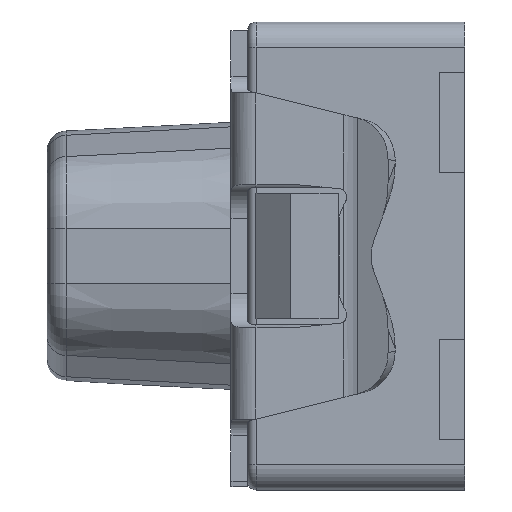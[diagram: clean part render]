
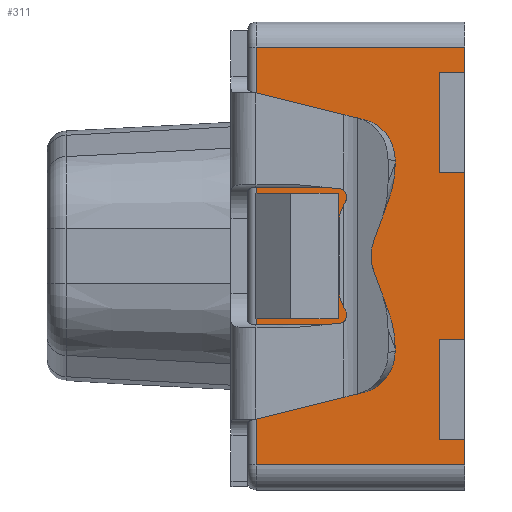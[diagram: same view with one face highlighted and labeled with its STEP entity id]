
A CAD part, left-side view. The second image highlights one B-rep face of the part: STEP entity #311.
In plain terms, the highlighted planar face has unit normal (-1, 0, 0).
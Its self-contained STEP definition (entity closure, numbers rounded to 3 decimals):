
#40 = CARTESIAN_POINT ( 'NONE',  ( -1.9, -1.4, -1.25 ) ) ;
#91 = VERTEX_POINT ( 'NONE', #4016 ) ;
#112 = ORIENTED_EDGE ( 'NONE', *, *, #779, .T. ) ;
#114 = CARTESIAN_POINT ( 'NONE',  ( -1.9, -1.4, -1.25 ) ) ;
#197 = CARTESIAN_POINT ( 'NONE',  ( -1.9, -7.52, -1.25 ) ) ;
#204 = VERTEX_POINT ( 'NONE', #40 ) ;
#225 = CARTESIAN_POINT ( 'NONE',  ( -1.9, -7.52, -1.25 ) ) ;
#311 = ADVANCED_FACE ( 'NONE', ( #5404 ), #5503, .F. ) ;
#355 = ORIENTED_EDGE ( 'NONE', *, *, #1876, .T. ) ;
#519 = LINE ( 'NONE', #5633, #3510 ) ;
#651 = VERTEX_POINT ( 'NONE', #4142 ) ;
#680 = LINE ( 'NONE', #1003, #2069 ) ;
#713 = CARTESIAN_POINT ( 'NONE',  ( -1.9, -0.15, 1.25 ) ) ;
#779 = EDGE_CURVE ( 'NONE', #5549, #2026, #3256, .T. ) ;
#891 = ORIENTED_EDGE ( 'NONE', *, *, #3914, .T. ) ;
#925 = CARTESIAN_POINT ( 'NONE',  ( -1.9, -1.25, -1.1 ) ) ;
#1003 = CARTESIAN_POINT ( 'NONE',  ( -1.9, -1.25, -1.25 ) ) ;
#1145 = DIRECTION ( 'NONE',  ( 0., 1., 0. ) ) ;
#1444 = VECTOR ( 'NONE', #7448, 1000. ) ;
#1462 = ORIENTED_EDGE ( 'NONE', *, *, #3924, .T. ) ;
#1591 = CARTESIAN_POINT ( 'NONE',  ( -1.9, -0.15, -1.25 ) ) ;
#1634 = LINE ( 'NONE', #2105, #7637 ) ;
#1646 = VECTOR ( 'NONE', #2523, 1000. ) ;
#1727 = DIRECTION ( 'NONE',  ( 0., 1., 0. ) ) ;
#1851 = DIRECTION ( 'NONE',  ( 0., 1., 0. ) ) ;
#1876 = EDGE_CURVE ( 'NONE', #91, #651, #6544, .T. ) ;
#1909 = DIRECTION ( 'NONE',  ( 1., 0., 0. ) ) ;
#1940 = VERTEX_POINT ( 'NONE', #3263 ) ;
#2002 = CARTESIAN_POINT ( 'NONE',  ( -1.9, -1.4, -1.25 ) ) ;
#2026 = VERTEX_POINT ( 'NONE', #925 ) ;
#2069 = VECTOR ( 'NONE', #6345, 1000. ) ;
#2104 = DIRECTION ( 'NONE',  ( 0., -1., 0. ) ) ;
#2105 = CARTESIAN_POINT ( 'NONE',  ( -1.9, -1.25, -1.25 ) ) ;
#2234 = VECTOR ( 'NONE', #1727, 1000. ) ;
#2345 = CARTESIAN_POINT ( 'NONE',  ( -1.9, -1.4, 1.1 ) ) ;
#2382 = VECTOR ( 'NONE', #1851, 1000. ) ;
#2404 = VECTOR ( 'NONE', #2530, 1000. ) ;
#2523 = DIRECTION ( 'NONE',  ( 0., 1., 0. ) ) ;
#2530 = DIRECTION ( 'NONE',  ( 0., 0., 1. ) ) ;
#2801 = CARTESIAN_POINT ( 'NONE',  ( -1.9, -1.25, 1.1 ) ) ;
#2826 = VERTEX_POINT ( 'NONE', #2345 ) ;
#2883 = VERTEX_POINT ( 'NONE', #1591 ) ;
#2890 = VECTOR ( 'NONE', #1145, 1000. ) ;
#2924 = ORIENTED_EDGE ( 'NONE', *, *, #3610, .T. ) ;
#3085 = EDGE_CURVE ( 'NONE', #1940, #6520, #7729, .T. ) ;
#3176 = CARTESIAN_POINT ( 'NONE',  ( -1.9, -0.15, -1.25 ) ) ;
#3256 = LINE ( 'NONE', #7216, #1646 ) ;
#3263 = CARTESIAN_POINT ( 'NONE',  ( -1.9, -1.4, 1.25 ) ) ;
#3434 = LINE ( 'NONE', #4734, #3891 ) ;
#3510 = VECTOR ( 'NONE', #6319, 1000. ) ;
#3557 = LINE ( 'NONE', #2002, #6944 ) ;
#3610 = EDGE_CURVE ( 'NONE', #6520, #2883, #6134, .T. ) ;
#3679 = CARTESIAN_POINT ( 'NONE',  ( -1.9, -7.52, 1.25 ) ) ;
#3891 = VECTOR ( 'NONE', #7161, 1000. ) ;
#3914 = EDGE_CURVE ( 'NONE', #204, #5549, #3557, .T. ) ;
#3924 = EDGE_CURVE ( 'NONE', #5608, #91, #7575, .T. ) ;
#4008 = EDGE_CURVE ( 'NONE', #204, #2883, #5703, .T. ) ;
#4014 = VECTOR ( 'NONE', #2104, 1000. ) ;
#4016 = CARTESIAN_POINT ( 'NONE',  ( -1.9, -1.4, -0.5 ) ) ;
#4142 = CARTESIAN_POINT ( 'NONE',  ( -1.9, -1.4, 0.5 ) ) ;
#4210 = VERTEX_POINT ( 'NONE', #2801 ) ;
#4223 = CARTESIAN_POINT ( 'NONE',  ( -1.9, -1.25, 0.5 ) ) ;
#4372 = DIRECTION ( 'NONE',  ( 0., 0., -1. ) ) ;
#4734 = CARTESIAN_POINT ( 'NONE',  ( -1.9, -7.52, 1.1 ) ) ;
#4745 = EDGE_CURVE ( 'NONE', #5173, #4210, #1634, .T. ) ;
#4821 = EDGE_LOOP ( 'NONE', ( #891, #112, #7629, #1462, #355, #5283, #7654, #6165, #7120, #5618, #2924, #5507 ) ) ;
#5173 = VERTEX_POINT ( 'NONE', #4223 ) ;
#5214 = CARTESIAN_POINT ( 'NONE',  ( -1.9, -7.52, 0.5 ) ) ;
#5283 = ORIENTED_EDGE ( 'NONE', *, *, #7646, .T. ) ;
#5333 = EDGE_CURVE ( 'NONE', #2826, #1940, #519, .T. ) ;
#5404 = FACE_OUTER_BOUND ( 'NONE', #4821, .T. ) ;
#5503 = PLANE ( 'NONE',  #5830 ) ;
#5507 = ORIENTED_EDGE ( 'NONE', *, *, #4008, .F. ) ;
#5549 = VERTEX_POINT ( 'NONE', #7121 ) ;
#5592 = CARTESIAN_POINT ( 'NONE',  ( -1.9, -7.52, -0.5 ) ) ;
#5608 = VERTEX_POINT ( 'NONE', #6536 ) ;
#5618 = ORIENTED_EDGE ( 'NONE', *, *, #3085, .T. ) ;
#5633 = CARTESIAN_POINT ( 'NONE',  ( -1.9, -1.4, -1.25 ) ) ;
#5703 = LINE ( 'NONE', #197, #2234 ) ;
#5830 = AXIS2_PLACEMENT_3D ( 'NONE', #225, #1909, #4372 ) ;
#5886 = LINE ( 'NONE', #5214, #2890 ) ;
#6134 = LINE ( 'NONE', #3176, #1444 ) ;
#6165 = ORIENTED_EDGE ( 'NONE', *, *, #6972, .T. ) ;
#6224 = DIRECTION ( 'NONE',  ( 0., 0., 1. ) ) ;
#6319 = DIRECTION ( 'NONE',  ( 0., 0., 1. ) ) ;
#6341 = EDGE_CURVE ( 'NONE', #5608, #2026, #680, .T. ) ;
#6345 = DIRECTION ( 'NONE',  ( 0., 0., -1. ) ) ;
#6520 = VERTEX_POINT ( 'NONE', #713 ) ;
#6536 = CARTESIAN_POINT ( 'NONE',  ( -1.9, -1.25, -0.5 ) ) ;
#6544 = LINE ( 'NONE', #114, #2404 ) ;
#6925 = DIRECTION ( 'NONE',  ( 0., 0., 1. ) ) ;
#6944 = VECTOR ( 'NONE', #6224, 1000. ) ;
#6972 = EDGE_CURVE ( 'NONE', #4210, #2826, #3434, .T. ) ;
#7120 = ORIENTED_EDGE ( 'NONE', *, *, #5333, .T. ) ;
#7121 = CARTESIAN_POINT ( 'NONE',  ( -1.9, -1.4, -1.1 ) ) ;
#7161 = DIRECTION ( 'NONE',  ( 0., -1., 0. ) ) ;
#7216 = CARTESIAN_POINT ( 'NONE',  ( -1.9, -7.52, -1.1 ) ) ;
#7448 = DIRECTION ( 'NONE',  ( 0., 0., -1. ) ) ;
#7575 = LINE ( 'NONE', #5592, #4014 ) ;
#7629 = ORIENTED_EDGE ( 'NONE', *, *, #6341, .F. ) ;
#7637 = VECTOR ( 'NONE', #6925, 1000. ) ;
#7646 = EDGE_CURVE ( 'NONE', #651, #5173, #5886, .T. ) ;
#7654 = ORIENTED_EDGE ( 'NONE', *, *, #4745, .T. ) ;
#7729 = LINE ( 'NONE', #3679, #2382 ) ;
